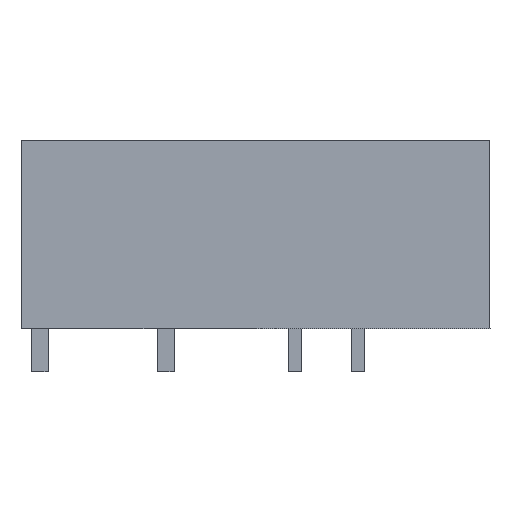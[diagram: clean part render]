
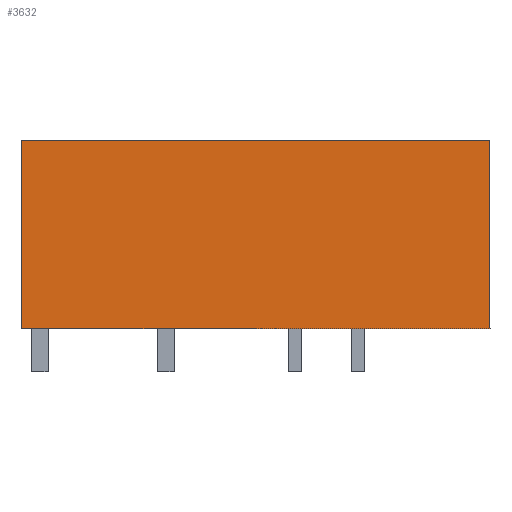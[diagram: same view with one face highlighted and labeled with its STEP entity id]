
A CAD part, left-side view. The second image highlights one B-rep face of the part: STEP entity #3632.
In plain terms, the highlighted planar face has unit normal (-1, 0, 0).
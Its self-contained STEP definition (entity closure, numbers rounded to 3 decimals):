
#3619=AXIS2_PLACEMENT_3D('Plane Axis2P3D',#3616,#3617,#3618) ;
#1238=CARTESIAN_POINT('Vertex',(0.,28.3,2.6)) ;
#1241=CARTESIAN_POINT('Line Origine',(0.,28.3,8.3)) ;
#1245=CARTESIAN_POINT('Vertex',(0.,28.3,14.)) ;
#1273=CARTESIAN_POINT('Line Origine',(0.,14.15,14.)) ;
#1277=CARTESIAN_POINT('Vertex',(0.,0.,14.)) ;
#3043=CARTESIAN_POINT('Line Origine',(0.,0.,8.3)) ;
#3047=CARTESIAN_POINT('Vertex',(0.,0.,2.6)) ;
#3616=CARTESIAN_POINT('Axis2P3D Location',(0.,28.3,-0.9)) ;
#3621=CARTESIAN_POINT('Line Origine',(0.,14.15,2.6)) ;
#1242=DIRECTION('Vector Direction',(0.,0.,1.)) ;
#1274=DIRECTION('Vector Direction',(0.,1.,0.)) ;
#3044=DIRECTION('Vector Direction',(0.,0.,-1.)) ;
#3617=DIRECTION('Axis2P3D Direction',(-1.,0.,0.)) ;
#3618=DIRECTION('Axis2P3D XDirection',(0.,-1.,0.)) ;
#3622=DIRECTION('Vector Direction',(0.,1.,0.)) ;
#1243=VECTOR('Line Direction',#1242,1.) ;
#1275=VECTOR('Line Direction',#1274,1.) ;
#3045=VECTOR('Line Direction',#3044,1.) ;
#3623=VECTOR('Line Direction',#3622,1.) ;
#3627=ORIENTED_EDGE('',*,*,#3625,.F.) ;
#3628=ORIENTED_EDGE('',*,*,#3049,.F.) ;
#3629=ORIENTED_EDGE('',*,*,#1279,.T.) ;
#3630=ORIENTED_EDGE('',*,*,#1247,.T.) ;
#3632=ADVANCED_FACE('housing',(#3631),#3620,.T.) ;
#1247=EDGE_CURVE('',#1246,#1239,#1244,.F.) ;
#1279=EDGE_CURVE('',#1278,#1246,#1276,.T.) ;
#3049=EDGE_CURVE('',#1278,#3048,#3046,.T.) ;
#3625=EDGE_CURVE('',#3048,#1239,#3624,.T.) ;
#3626=EDGE_LOOP('',(#3627,#3628,#3629,#3630)) ;
#3631=FACE_OUTER_BOUND('',#3626,.T.) ;
#1244=LINE('Line',#1241,#1243) ;
#1276=LINE('Line',#1273,#1275) ;
#3046=LINE('Line',#3043,#3045) ;
#3624=LINE('Line',#3621,#3623) ;
#3620=PLANE('',#3619) ;
#1239=VERTEX_POINT('',#1238) ;
#1246=VERTEX_POINT('',#1245) ;
#1278=VERTEX_POINT('',#1277) ;
#3048=VERTEX_POINT('',#3047) ;
